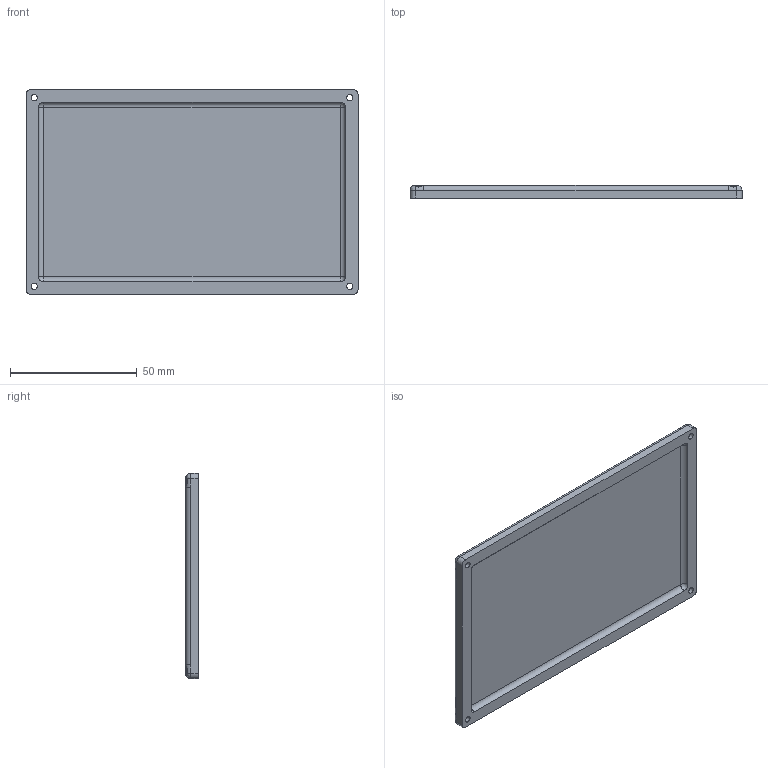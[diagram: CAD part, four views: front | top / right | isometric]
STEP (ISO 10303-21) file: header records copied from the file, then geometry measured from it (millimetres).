
FILE_DESCRIPTION(/* description */ (''),/* implementation_level */ '2;1');
FILE_NAME(/* name */ 'Robodog Lid.step',/* time_stamp */ '2025-12-18T13:30:30+11:00',/* author */ (''),/* organization */ (''),/* preprocessor_version */ 'ST-DEVELOPER v20.1',/* originating_system */ 'Autodesk Translation Framework v14.21.0.0',/* authorisation */ '');
FILE_SCHEMA (('AUTOMOTIVE_DESIGN { 1 0 10303 214 3 1 1 }'));
Length unit declared in the file: millimetre
Products named in the file (1): 2025-12-07-14-31-16-020
Bounding box: 131 x 5 x 81 mm (x, y, z)
Volume: 35640.7 mm3; surface area: 23604.2 mm2
Topology: 1 solids, 1 shells, 252 faces, 586 edges, 340 vertices
Faces by surface type: bspline 168, cylinder 52, plane 28, sphere 4
Full cylindrical faces by diameter (mm): 2.5 x4, 5.1 x4
Entity records: 10375 total; most frequent: CARTESIAN_POINT 5559, ORIENTED_EDGE 1172, DIRECTION 696, EDGE_CURVE 586, VERTEX_POINT 340, AXIS2_PLACEMENT_3D 265, EDGE_LOOP 264, FACE_OUTER_BOUND 252
